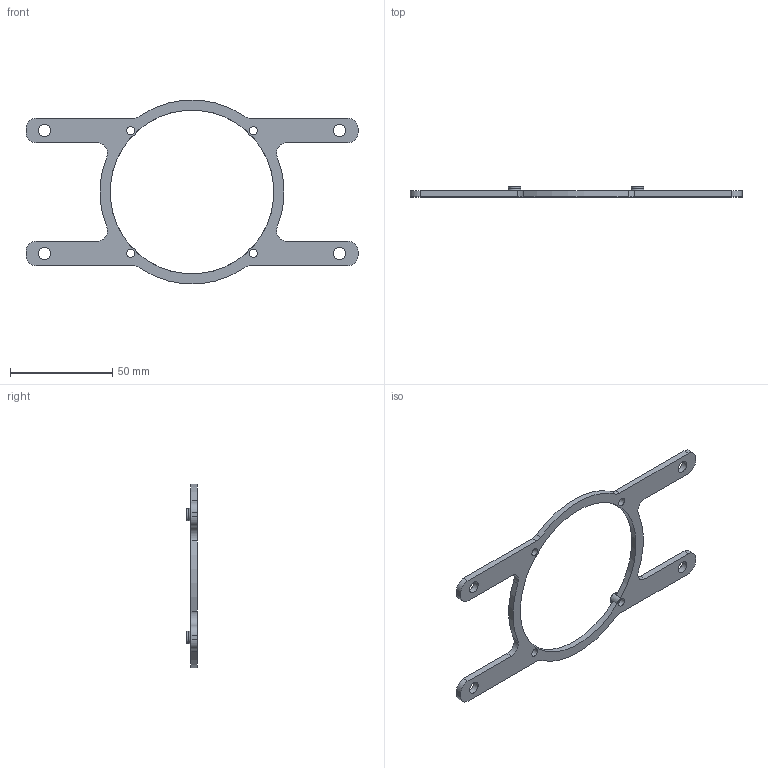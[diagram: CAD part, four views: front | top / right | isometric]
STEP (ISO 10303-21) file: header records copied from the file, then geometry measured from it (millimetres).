
FILE_DESCRIPTION(/* description */ (''),/* implementation_level */ '2;1');
FILE_NAME(/* name */ '5fa34079f37e9f114ceac3b1',/* time_stamp */ '2020-11-04T23:59:53+00:00',/* author */ (''),/* organization */ (''),/* preprocessor_version */ 'ST-DEVELOPER v16.7',/* originating_system */ $,/* authorisation */ $);
FILE_SCHEMA (('AUTOMOTIVE_DESIGN {1 0 10303 214 3 1 1}'));
Length unit declared in the file: metre
Products named in the file (1): speaker_support
Bounding box: 162.1 x 5 x 89.66 mm (x, y, z)
Volume: 10607 mm3; surface area: 10173.6 mm2
Topology: 1 solids, 1 shells, 58 faces, 168 edges, 112 vertices
Faces by surface type: cylinder 36, plane 18, torus 4
Full cylindrical faces by diameter (mm): 4 x4, 6 x8
Entity records: 1938 total; most frequent: CARTESIAN_POINT 351, DIRECTION 342, ORIENTED_EDGE 304, EDGE_CURVE 152, AXIS2_PLACEMENT_3D 139, VERTEX_POINT 108, EDGE_LOOP 88, FACE_BOUND 88
